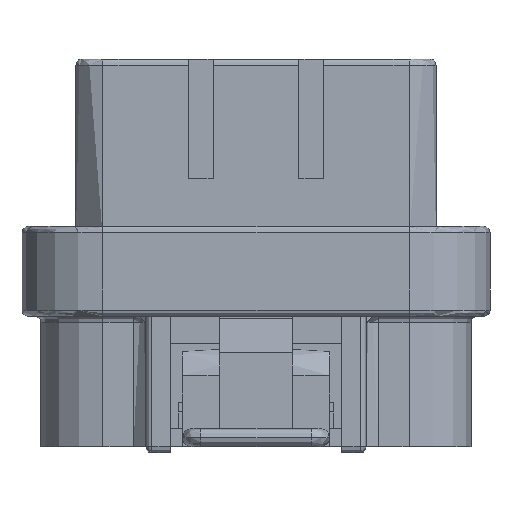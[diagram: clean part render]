
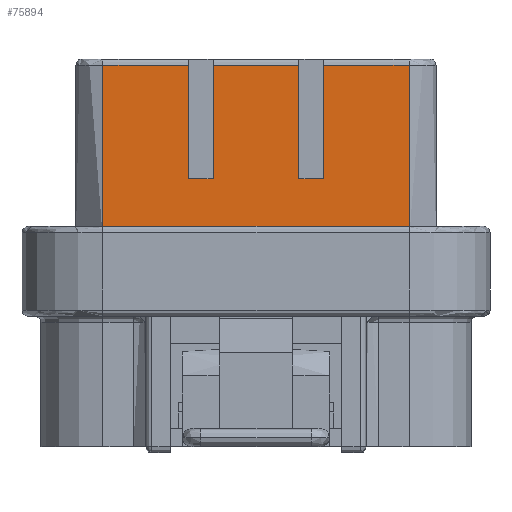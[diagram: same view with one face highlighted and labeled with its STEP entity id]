
A CAD part, front view. The second image highlights one B-rep face of the part: STEP entity #75894.
In plain terms, the highlighted planar face has unit normal (0, -1, 0).
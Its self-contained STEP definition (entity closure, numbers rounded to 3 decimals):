
#58239=CARTESIAN_POINT('',(1.5,-9.15,15.4));
#58240=VERTEX_POINT('',#58239);
#58241=CARTESIAN_POINT('',(-1.5,-9.15,15.4));
#58242=VERTEX_POINT('',#58241);
#58243=CARTESIAN_POINT('',(1.5,-9.15,15.4));
#58244=CARTESIAN_POINT('',(1.,-9.15,15.4));
#58245=CARTESIAN_POINT('',(0.,-9.15,15.4));
#58246=CARTESIAN_POINT('',(-1.,-9.15,15.4));
#58247=CARTESIAN_POINT('',(-1.5,-9.15,15.4));
#58248=B_SPLINE_CURVE_WITH_KNOTS('',3,(#58243,#58244,#58245,#58246,#58247),.UNSPECIFIED.,.F.,.U.,(4,1,4),(0.421,0.5,0.579),.UNSPECIFIED.);
#58249=EDGE_CURVE('',#58240,#58242,#58248,.T.);
#58283=CARTESIAN_POINT('',(-4.5,-9.15,15.4));
#58284=VERTEX_POINT('',#58283);
#58285=CARTESIAN_POINT('',(-1.5,-9.15,15.4));
#58286=CARTESIAN_POINT('',(-2.,-9.15,15.4));
#58287=CARTESIAN_POINT('',(-3.,-9.15,15.4));
#58288=CARTESIAN_POINT('',(-4.,-9.15,15.4));
#58289=CARTESIAN_POINT('',(-4.5,-9.15,15.4));
#58290=B_SPLINE_CURVE_WITH_KNOTS('',3,(#58285,#58286,#58287,#58288,#58289),.UNSPECIFIED.,.F.,.U.,(4,1,4),(0.421,0.5,0.579),.UNSPECIFIED.);
#58291=EDGE_CURVE('',#58242,#58284,#58290,.T.);
#58329=CARTESIAN_POINT('',(-12.5,-9.15,15.4));
#58330=VERTEX_POINT('',#58329);
#58339=CARTESIAN_POINT('',(-4.5,-9.15,15.4));
#58340=CARTESIAN_POINT('',(-4.528,-9.15,15.4));
#58341=CARTESIAN_POINT('',(-5.083,-9.15,15.4));
#58342=CARTESIAN_POINT('',(-6.167,-9.15,15.4));
#58343=CARTESIAN_POINT('',(-7.75,-9.15,15.4));
#58344=CARTESIAN_POINT('',(-9.861,-9.15,15.4));
#58345=CARTESIAN_POINT('',(-11.444,-9.15,15.4));
#58346=CARTESIAN_POINT('',(-12.5,-9.15,15.4));
#58347=B_SPLINE_CURVE_WITH_KNOTS('',3,(#58339,#58340,#58341,#58342,#58343,#58344,#58345,#58346),.UNSPECIFIED.,.F.,.U.,(4,1,1,1,1,4),(0.579,0.583,0.667,0.75,0.833,1.),.UNSPECIFIED.);
#58348=EDGE_CURVE('',#58284,#58330,#58347,.T.);
#58378=CARTESIAN_POINT('',(12.5,-9.15,15.4));
#58379=VERTEX_POINT('',#58378);
#58380=CARTESIAN_POINT('',(4.5,-9.15,15.4));
#58381=VERTEX_POINT('',#58380);
#58382=CARTESIAN_POINT('',(12.5,-9.15,15.4));
#58383=CARTESIAN_POINT('',(11.444,-9.15,15.4));
#58384=CARTESIAN_POINT('',(9.861,-9.15,15.4));
#58385=CARTESIAN_POINT('',(7.75,-9.15,15.4));
#58386=CARTESIAN_POINT('',(6.167,-9.15,15.4));
#58387=CARTESIAN_POINT('',(5.083,-9.15,15.4));
#58388=CARTESIAN_POINT('',(4.528,-9.15,15.4));
#58389=CARTESIAN_POINT('',(4.5,-9.15,15.4));
#58390=B_SPLINE_CURVE_WITH_KNOTS('',3,(#58382,#58383,#58384,#58385,#58386,#58387,#58388,#58389),.UNSPECIFIED.,.F.,.U.,(4,1,1,1,1,4),(0.,0.167,0.25,0.333,0.417,0.421),.UNSPECIFIED.);
#58391=EDGE_CURVE('',#58379,#58381,#58390,.T.);
#58425=CARTESIAN_POINT('',(4.5,-9.15,15.4));
#58426=CARTESIAN_POINT('',(4.,-9.15,15.4));
#58427=CARTESIAN_POINT('',(3.,-9.15,15.4));
#58428=CARTESIAN_POINT('',(2.,-9.15,15.4));
#58429=CARTESIAN_POINT('',(1.5,-9.15,15.4));
#58430=B_SPLINE_CURVE_WITH_KNOTS('',3,(#58425,#58426,#58427,#58428,#58429),.UNSPECIFIED.,.F.,.U.,(4,1,4),(0.421,0.5,0.579),.UNSPECIFIED.);
#58431=EDGE_CURVE('',#58381,#58240,#58430,.T.);
#59092=CARTESIAN_POINT('',(12.5,-9.15,29.65));
#59093=VERTEX_POINT('',#59092);
#59111=CARTESIAN_POINT('',(5.5,-9.15,29.65));
#59112=VERTEX_POINT('',#59111);
#59120=CARTESIAN_POINT('',(5.5,-9.15,29.65));
#59121=DIRECTION('',(1.,0.,0.));
#59122=VECTOR('',#59121,7.);
#59123=LINE('',#59120,#59122);
#59124=EDGE_CURVE('',#59112,#59093,#59123,.T.);
#59134=CARTESIAN_POINT('',(5.5,-9.15,20.4));
#59135=VERTEX_POINT('',#59134);
#59136=CARTESIAN_POINT('',(5.5,-9.15,20.4));
#59137=DIRECTION('',(0.,0.,1.));
#59138=VECTOR('',#59137,9.25);
#59139=LINE('',#59136,#59138);
#59140=EDGE_CURVE('',#59135,#59112,#59139,.T.);
#59191=CARTESIAN_POINT('',(3.5,-9.15,29.65));
#59192=VERTEX_POINT('',#59191);
#59200=CARTESIAN_POINT('',(3.5,-9.15,20.4));
#59201=VERTEX_POINT('',#59200);
#59202=CARTESIAN_POINT('',(3.5,-9.15,29.65));
#59203=DIRECTION('',(0.,0.,-1.));
#59204=VECTOR('',#59203,9.25);
#59205=LINE('',#59202,#59204);
#59206=EDGE_CURVE('',#59192,#59201,#59205,.T.);
#59222=CARTESIAN_POINT('',(-3.5,-9.15,29.65));
#59223=VERTEX_POINT('',#59222);
#59224=CARTESIAN_POINT('',(-3.5,-9.15,29.65));
#59225=DIRECTION('',(1.,0.,0.));
#59226=VECTOR('',#59225,7.);
#59227=LINE('',#59224,#59226);
#59228=EDGE_CURVE('',#59223,#59192,#59227,.T.);
#59254=CARTESIAN_POINT('',(-3.5,-9.15,20.4));
#59255=VERTEX_POINT('',#59254);
#59256=CARTESIAN_POINT('',(-3.5,-9.15,20.4));
#59257=DIRECTION('',(0.,0.,1.));
#59258=VECTOR('',#59257,9.25);
#59259=LINE('',#59256,#59258);
#59260=EDGE_CURVE('',#59255,#59223,#59259,.T.);
#59311=CARTESIAN_POINT('',(-5.5,-9.15,29.65));
#59312=VERTEX_POINT('',#59311);
#59320=CARTESIAN_POINT('',(-5.5,-9.15,20.4));
#59321=VERTEX_POINT('',#59320);
#59322=CARTESIAN_POINT('',(-5.5,-9.15,29.65));
#59323=DIRECTION('',(0.,0.,-1.));
#59324=VECTOR('',#59323,9.25);
#59325=LINE('',#59322,#59324);
#59326=EDGE_CURVE('',#59312,#59321,#59325,.T.);
#59344=CARTESIAN_POINT('',(-12.5,-9.15,29.65));
#59345=VERTEX_POINT('',#59344);
#59353=CARTESIAN_POINT('',(-12.5,-9.15,29.65));
#59354=DIRECTION('',(1.,0.,0.));
#59355=VECTOR('',#59354,7.);
#59356=LINE('',#59353,#59355);
#59357=EDGE_CURVE('',#59345,#59312,#59356,.T.);
#75851=CARTESIAN_POINT('',(0.05,-9.15,15.525));
#75852=DIRECTION('',(1.,0.,0.));
#75853=DIRECTION('',(0.,-1.,0.));
#75854=AXIS2_PLACEMENT_3D('',#75851,#75853,#75852);
#75855=PLANE('',#75854);
#75856=CARTESIAN_POINT('',(-3.5,-9.15,20.4));
#75857=DIRECTION('',(-1.,0.,0.));
#75858=VECTOR('',#75857,2.);
#75859=LINE('',#75856,#75858);
#75860=EDGE_CURVE('',#59255,#59321,#75859,.T.);
#75861=ORIENTED_EDGE('',*,*,#75860,.T.);
#75862=ORIENTED_EDGE('',*,*,#59326,.F.);
#75863=ORIENTED_EDGE('',*,*,#59357,.F.);
#75864=CARTESIAN_POINT('',(-12.5,-9.15,29.65));
#75865=DIRECTION('',(0.,0.,-1.));
#75866=VECTOR('',#75865,14.25);
#75867=LINE('',#75864,#75866);
#75868=EDGE_CURVE('',#59345,#58330,#75867,.T.);
#75869=ORIENTED_EDGE('',*,*,#75868,.T.);
#75870=ORIENTED_EDGE('',*,*,#58348,.F.);
#75871=ORIENTED_EDGE('',*,*,#58291,.F.);
#75872=ORIENTED_EDGE('',*,*,#58249,.F.);
#75873=ORIENTED_EDGE('',*,*,#58431,.F.);
#75874=ORIENTED_EDGE('',*,*,#58391,.F.);
#75875=CARTESIAN_POINT('',(12.5,-9.15,15.4));
#75876=DIRECTION('',(0.,0.,1.));
#75877=VECTOR('',#75876,14.25);
#75878=LINE('',#75875,#75877);
#75879=EDGE_CURVE('',#58379,#59093,#75878,.T.);
#75880=ORIENTED_EDGE('',*,*,#75879,.T.);
#75881=ORIENTED_EDGE('',*,*,#59124,.F.);
#75882=ORIENTED_EDGE('',*,*,#59140,.F.);
#75883=CARTESIAN_POINT('',(5.5,-9.15,20.4));
#75884=DIRECTION('',(-1.,0.,0.));
#75885=VECTOR('',#75884,2.);
#75886=LINE('',#75883,#75885);
#75887=EDGE_CURVE('',#59135,#59201,#75886,.T.);
#75888=ORIENTED_EDGE('',*,*,#75887,.T.);
#75889=ORIENTED_EDGE('',*,*,#59206,.F.);
#75890=ORIENTED_EDGE('',*,*,#59228,.F.);
#75891=ORIENTED_EDGE('',*,*,#59260,.F.);
#75892=EDGE_LOOP('',(#75861,#75862,#75863,#75869,#75870,#75871,#75872,#75873,#75874,#75880,#75881,#75882,#75888,#75889,#75890,#75891));
#75893=FACE_OUTER_BOUND('',#75892,.T.);
#75894=ADVANCED_FACE('',(#75893),#75855,.T.);
